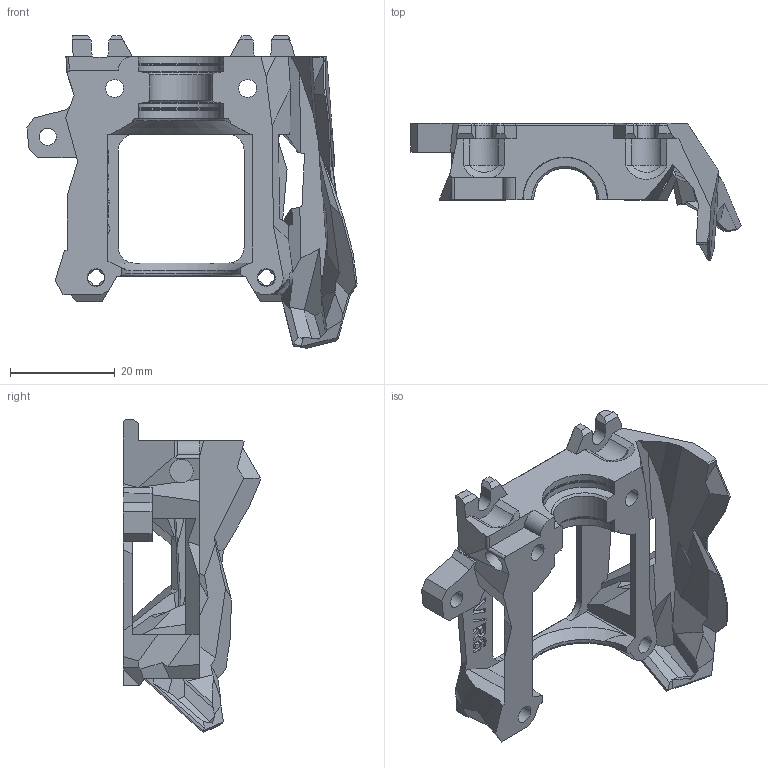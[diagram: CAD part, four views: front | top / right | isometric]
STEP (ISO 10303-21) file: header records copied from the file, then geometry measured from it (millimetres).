
FILE_DESCRIPTION(('FreeCAD Model'),'2;1');
FILE_NAME('Open CASCADE Shape Model','2023-09-16T00:39:58',(''),(''), 'Open CASCADE STEP processor 7.6','FreeCAD','Unknown');
FILE_SCHEMA(('AUTOMOTIVE_DESIGN { 1 0 10303 214 1 1 1 1 }'));
Length unit declared in the file: millimetre
Products named in the file (1): Stealthburner_Printhead_V6_R6_back
Bounding box: 63.04 x 26.26 x 59.7 mm (x, y, z)
Volume: 12970.4 mm3; surface area: 9673.9 mm2
Topology: 1 solids, 1 shells, 546 faces, 1600 edges, 1037 vertices
Faces by surface type: plane 420, cylinder 68, bspline 29, cone 26, torus 3
Full cylindrical faces by diameter (mm): 3.3 x1, 3.4 x6, 4.5 x1, 6 x2
Entity records: 43413 total; most frequent: CARTESIAN_POINT 12184, DIRECTION 5569, LINE 4070, VECTOR 4070, ORIENTED_EDGE 3200, PCURVE 3200, DEFINITIONAL_REPRESENTATION 3200, EDGE_CURVE 1600
